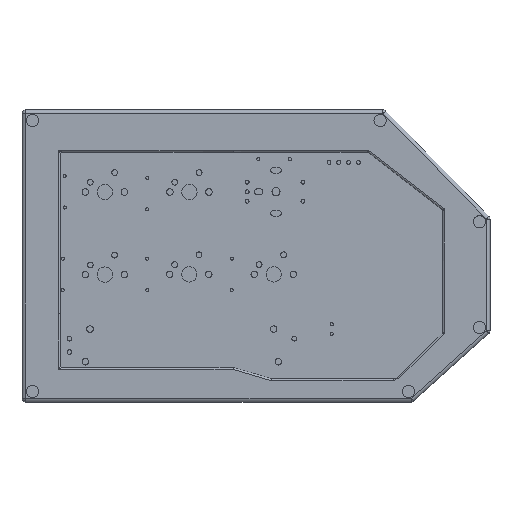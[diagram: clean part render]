
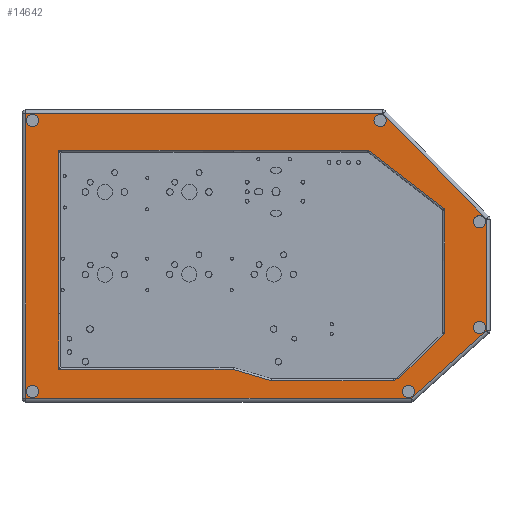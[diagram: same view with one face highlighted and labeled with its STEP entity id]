
A CAD part, top view. The second image highlights one B-rep face of the part: STEP entity #14642.
In plain terms, the highlighted planar face has unit normal (0, 0, 1).
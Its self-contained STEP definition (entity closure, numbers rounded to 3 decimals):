
#220=CIRCLE('',#15086,0.5);
#229=CIRCLE('',#15115,1.6);
#230=CIRCLE('',#15116,1.6);
#231=CIRCLE('',#15117,1.6);
#232=CIRCLE('',#15118,1.6);
#233=CIRCLE('',#15119,1.6);
#234=CIRCLE('',#15120,1.6);
#432=FACE_BOUND('',#3309,.T.);
#433=FACE_BOUND('',#3310,.T.);
#434=FACE_BOUND('',#3311,.T.);
#435=FACE_BOUND('',#3312,.T.);
#436=FACE_BOUND('',#3313,.T.);
#437=FACE_BOUND('',#3314,.T.);
#438=FACE_BOUND('',#3315,.T.);
#2468=FACE_OUTER_BOUND('',#3308,.T.);
#3308=EDGE_LOOP('',(#13074,#13075,#13076,#13077,#13078,#13079));
#3309=EDGE_LOOP('',(#13080));
#3310=EDGE_LOOP('',(#13081));
#3311=EDGE_LOOP('',(#13082));
#3312=EDGE_LOOP('',(#13083));
#3313=EDGE_LOOP('',(#13084));
#3314=EDGE_LOOP('',(#13085));
#3315=EDGE_LOOP('',(#13086,#13087,#13088,#13089,#13090,#13091,#13092,#13093,
#13094,#13095,#13096,#13097,#13098,#13099));
#4496=LINE('',#28375,#5612);
#4503=LINE('',#28441,#5619);
#4509=LINE('',#28558,#5625);
#4513=LINE('',#28587,#5629);
#4518=LINE('',#28634,#5634);
#4523=LINE('',#28681,#5639);
#4525=LINE('',#28686,#5641);
#4527=LINE('',#28691,#5643);
#4529=LINE('',#28696,#5645);
#4530=LINE('',#28698,#5646);
#4531=LINE('',#28700,#5647);
#4532=LINE('',#28702,#5648);
#4533=LINE('',#28704,#5649);
#4534=LINE('',#28705,#5650);
#4535=LINE('',#28718,#5651);
#4536=LINE('',#28719,#5652);
#4537=LINE('',#28720,#5653);
#4538=LINE('',#28722,#5654);
#4539=LINE('',#28723,#5655);
#5612=VECTOR('',#16890,10.);
#5619=VECTOR('',#16921,10.);
#5625=VECTOR('',#16949,10.);
#5629=VECTOR('',#16965,10.);
#5634=VECTOR('',#16984,10.);
#5639=VECTOR('',#17003,10.);
#5641=VECTOR('',#17009,10.);
#5643=VECTOR('',#17015,10.);
#5645=VECTOR('',#17019,10.);
#5646=VECTOR('',#17020,10.);
#5647=VECTOR('',#17021,10.);
#5648=VECTOR('',#17022,10.);
#5649=VECTOR('',#17023,10.);
#5650=VECTOR('',#17024,10.);
#5651=VECTOR('',#17037,10.);
#5652=VECTOR('',#17038,10.);
#5653=VECTOR('',#17039,10.);
#5654=VECTOR('',#17040,10.);
#5655=VECTOR('',#17041,10.);
#7004=VERTEX_POINT('',#28367);
#7006=VERTEX_POINT('',#28373);
#7010=VERTEX_POINT('',#28431);
#7013=VERTEX_POINT('',#28439);
#7022=VERTEX_POINT('',#28548);
#7023=VERTEX_POINT('',#28550);
#7025=VERTEX_POINT('',#28556);
#7028=VERTEX_POINT('',#28585);
#7031=VERTEX_POINT('',#28626);
#7033=VERTEX_POINT('',#28632);
#7036=VERTEX_POINT('',#28673);
#7038=VERTEX_POINT('',#28679);
#7039=VERTEX_POINT('',#28685);
#7041=VERTEX_POINT('',#28694);
#7042=VERTEX_POINT('',#28695);
#7043=VERTEX_POINT('',#28697);
#7044=VERTEX_POINT('',#28699);
#7045=VERTEX_POINT('',#28701);
#7046=VERTEX_POINT('',#28703);
#7047=VERTEX_POINT('',#28706);
#7048=VERTEX_POINT('',#28708);
#7049=VERTEX_POINT('',#28710);
#7050=VERTEX_POINT('',#28712);
#7051=VERTEX_POINT('',#28714);
#7052=VERTEX_POINT('',#28716);
#7053=VERTEX_POINT('',#28721);
#9029=EDGE_CURVE('',#7006,#7004,#4496,.T.);
#9043=EDGE_CURVE('',#7013,#7010,#4503,.T.);
#9058=EDGE_CURVE('',#7022,#7023,#220,.T.);
#9062=EDGE_CURVE('',#7025,#7022,#4509,.T.);
#9069=EDGE_CURVE('',#7028,#7025,#4513,.T.);
#9078=EDGE_CURVE('',#7033,#7031,#4518,.T.);
#9087=EDGE_CURVE('',#7038,#7036,#4523,.T.);
#9089=EDGE_CURVE('',#7004,#7039,#4525,.T.);
#9092=EDGE_CURVE('',#7038,#7039,#4527,.T.);
#9094=EDGE_CURVE('',#7041,#7042,#4529,.T.);
#9095=EDGE_CURVE('',#7043,#7041,#4530,.T.);
#9096=EDGE_CURVE('',#7044,#7043,#4531,.T.);
#9097=EDGE_CURVE('',#7045,#7044,#4532,.T.);
#9098=EDGE_CURVE('',#7046,#7045,#4533,.T.);
#9099=EDGE_CURVE('',#7042,#7046,#4534,.T.);
#9100=EDGE_CURVE('',#7047,#7047,#229,.T.);
#9101=EDGE_CURVE('',#7048,#7048,#230,.T.);
#9102=EDGE_CURVE('',#7049,#7049,#231,.T.);
#9103=EDGE_CURVE('',#7050,#7050,#232,.T.);
#9104=EDGE_CURVE('',#7051,#7051,#233,.T.);
#9105=EDGE_CURVE('',#7052,#7052,#234,.T.);
#9106=EDGE_CURVE('',#7010,#7006,#4535,.T.);
#9107=EDGE_CURVE('',#7023,#7013,#4536,.T.);
#9108=EDGE_CURVE('',#7031,#7028,#4537,.T.);
#9109=EDGE_CURVE('',#7033,#7053,#4538,.T.);
#9110=EDGE_CURVE('',#7036,#7053,#4539,.T.);
#13074=ORIENTED_EDGE('',*,*,#9094,.F.);
#13075=ORIENTED_EDGE('',*,*,#9095,.F.);
#13076=ORIENTED_EDGE('',*,*,#9096,.F.);
#13077=ORIENTED_EDGE('',*,*,#9097,.F.);
#13078=ORIENTED_EDGE('',*,*,#9098,.F.);
#13079=ORIENTED_EDGE('',*,*,#9099,.F.);
#13080=ORIENTED_EDGE('',*,*,#9100,.T.);
#13081=ORIENTED_EDGE('',*,*,#9101,.T.);
#13082=ORIENTED_EDGE('',*,*,#9102,.T.);
#13083=ORIENTED_EDGE('',*,*,#9103,.T.);
#13084=ORIENTED_EDGE('',*,*,#9104,.T.);
#13085=ORIENTED_EDGE('',*,*,#9105,.T.);
#13086=ORIENTED_EDGE('',*,*,#9089,.F.);
#13087=ORIENTED_EDGE('',*,*,#9029,.F.);
#13088=ORIENTED_EDGE('',*,*,#9106,.F.);
#13089=ORIENTED_EDGE('',*,*,#9043,.F.);
#13090=ORIENTED_EDGE('',*,*,#9107,.F.);
#13091=ORIENTED_EDGE('',*,*,#9058,.F.);
#13092=ORIENTED_EDGE('',*,*,#9062,.F.);
#13093=ORIENTED_EDGE('',*,*,#9069,.F.);
#13094=ORIENTED_EDGE('',*,*,#9108,.F.);
#13095=ORIENTED_EDGE('',*,*,#9078,.F.);
#13096=ORIENTED_EDGE('',*,*,#9109,.T.);
#13097=ORIENTED_EDGE('',*,*,#9110,.F.);
#13098=ORIENTED_EDGE('',*,*,#9087,.F.);
#13099=ORIENTED_EDGE('',*,*,#9092,.T.);
#13946=PLANE('',#15114);
#14642=ADVANCED_FACE('',(#2468,#432,#433,#434,#435,#436,#437,#438),#13946,
 .T.);
#15086=AXIS2_PLACEMENT_3D('',#28551,#16940,#16941);
#15114=AXIS2_PLACEMENT_3D('',#28693,#17017,#17018);
#15115=AXIS2_PLACEMENT_3D('',#28707,#17025,#17026);
#15116=AXIS2_PLACEMENT_3D('',#28709,#17027,#17028);
#15117=AXIS2_PLACEMENT_3D('',#28711,#17029,#17030);
#15118=AXIS2_PLACEMENT_3D('',#28713,#17031,#17032);
#15119=AXIS2_PLACEMENT_3D('',#28715,#17033,#17034);
#15120=AXIS2_PLACEMENT_3D('',#28717,#17035,#17036);
#16890=DIRECTION('',(-0.792,0.611,0.));
#16921=DIRECTION('',(0.708,0.707,0.));
#16940=DIRECTION('center_axis',(0.,0.,1.));
#16941=DIRECTION('ref_axis',(0.,1.,0.));
#16949=DIRECTION('',(1.,0.,0.));
#16965=DIRECTION('',(0.959,-0.284,0.));
#16984=DIRECTION('',(0.,-1.,0.));
#17003=DIRECTION('',(-1.,0.,0.));
#17009=DIRECTION('',(-1.,0.,0.));
#17015=DIRECTION('',(0.,-1.,0.));
#17017=DIRECTION('center_axis',(0.,0.,1.));
#17018=DIRECTION('ref_axis',(1.,0.,0.));
#17019=DIRECTION('',(0.,1.,0.));
#17020=DIRECTION('',(-1.,0.,0.));
#17021=DIRECTION('',(-0.743,-0.669,0.));
#17022=DIRECTION('',(0.,-1.,0.));
#17023=DIRECTION('',(0.7,-0.714,0.));
#17024=DIRECTION('',(1.,0.,0.));
#17025=DIRECTION('center_axis',(0.,0.,-1.));
#17026=DIRECTION('ref_axis',(1.,0.,0.));
#17027=DIRECTION('center_axis',(0.,0.,-1.));
#17028=DIRECTION('ref_axis',(1.,0.,0.));
#17029=DIRECTION('center_axis',(0.,0.,-1.));
#17030=DIRECTION('ref_axis',(1.,0.,0.));
#17031=DIRECTION('center_axis',(0.,0.,-1.));
#17032=DIRECTION('ref_axis',(1.,0.,0.));
#17033=DIRECTION('center_axis',(0.,0.,-1.));
#17034=DIRECTION('ref_axis',(1.,0.,0.));
#17035=DIRECTION('center_axis',(0.,0.,-1.));
#17036=DIRECTION('ref_axis',(1.,0.,0.));
#17037=DIRECTION('',(0.,1.,0.));
#17038=DIRECTION('',(1.,0.,0.));
#17039=DIRECTION('',(1.,0.,0.));
#17040=DIRECTION('',(1.,0.,0.));
#17041=DIRECTION('',(0.,-1.,0.));
#28367=CARTESIAN_POINT('',(85.17,60.5,16.));
#28373=CARTESIAN_POINT('',(104.959,45.246,16.));
#28375=CARTESIAN_POINT('',(82.705,62.4,16.));
#28431=CARTESIAN_POINT('',(104.959,12.869,16.));
#28439=CARTESIAN_POINT('',(93.07,1.,16.));
#28441=CARTESIAN_POINT('',(97.632,5.555,16.));
#28548=CARTESIAN_POINT('',(91.649,0.5,16.));
#28550=CARTESIAN_POINT('',(92.149,1.,16.));
#28551=CARTESIAN_POINT('Origin',(91.649,1.,16.));
#28556=CARTESIAN_POINT('',(59.928,0.5,16.));
#28558=CARTESIAN_POINT('',(73.774,0.5,16.));
#28585=CARTESIAN_POINT('',(49.928,3.456,16.));
#28587=CARTESIAN_POINT('',(53.622,2.364,16.));
#28626=CARTESIAN_POINT('',(4.5,3.456,16.));
#28632=CARTESIAN_POINT('',(4.5,18.,16.));
#28634=CARTESIAN_POINT('',(4.5,18.478,16.));
#28673=CARTESIAN_POINT('',(4.509,60.511,16.));
#28679=CARTESIAN_POINT('',(50.,60.511,16.));
#28681=CARTESIAN_POINT('',(30.454,60.511,16.));
#28685=CARTESIAN_POINT('',(50.,60.5,16.));
#28686=CARTESIAN_POINT('',(52.949,60.5,16.));
#28691=CARTESIAN_POINT('',(50.,18.,16.));
#28693=CARTESIAN_POINT('Origin',(55.898,33.,16.));
#28694=CARTESIAN_POINT('',(-4.,-4.,16.));
#28695=CARTESIAN_POINT('',(-4.,70.,16.));
#28696=CARTESIAN_POINT('',(-4.,52.,16.));
#28697=CARTESIAN_POINT('',(96.266,-4.,16.));
#28698=CARTESIAN_POINT('',(25.449,-4.,16.));
#28699=CARTESIAN_POINT('',(115.796,13.577,16.));
#28700=CARTESIAN_POINT('',(94.171,-5.886,16.));
#28701=CARTESIAN_POINT('',(115.796,42.608,16.));
#28702=CARTESIAN_POINT('',(115.796,23.066,16.));
#28703=CARTESIAN_POINT('',(88.938,70.,16.));
#28704=CARTESIAN_POINT('',(103.661,54.984,16.));
#28705=CARTESIAN_POINT('',(72.628,70.,16.));
#28706=CARTESIAN_POINT('',(-3.85,-2.25,16.));
#28707=CARTESIAN_POINT('Origin',(-2.25,-2.25,16.));
#28708=CARTESIAN_POINT('',(86.603,68.25,16.));
#28709=CARTESIAN_POINT('Origin',(88.203,68.25,16.));
#28710=CARTESIAN_POINT('',(-3.85,68.25,16.));
#28711=CARTESIAN_POINT('Origin',(-2.25,68.25,16.));
#28712=CARTESIAN_POINT('',(93.995,-2.25,16.));
#28713=CARTESIAN_POINT('Origin',(95.595,-2.25,16.));
#28714=CARTESIAN_POINT('',(112.446,14.356,16.));
#28715=CARTESIAN_POINT('Origin',(114.046,14.356,16.));
#28716=CARTESIAN_POINT('',(112.446,41.893,16.));
#28717=CARTESIAN_POINT('Origin',(114.046,41.893,16.));
#28718=CARTESIAN_POINT('',(104.959,39.,16.));
#28719=CARTESIAN_POINT('',(73.774,1.,16.));
#28720=CARTESIAN_POINT('',(52.949,3.456,16.));
#28721=CARTESIAN_POINT('',(4.509,18.,16.));
#28722=CARTESIAN_POINT('',(50.,18.,16.));
#28723=CARTESIAN_POINT('',(4.509,25.5,16.));
